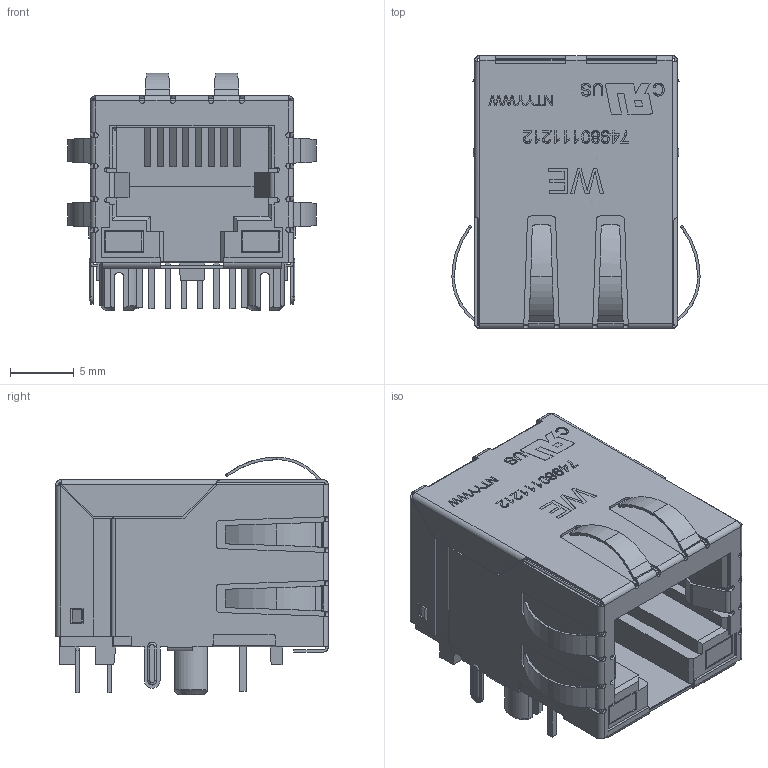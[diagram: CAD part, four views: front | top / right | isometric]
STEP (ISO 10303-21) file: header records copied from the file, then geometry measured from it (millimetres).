
FILE_DESCRIPTION(/* description */ ('Unknown'),/* implementation_level */ '2;1');
FILE_NAME(/* name */ 'T_Wurth_WE-RJ45LAN_THR_74980111212',/* time_stamp */ '2025-08-21T17:52:04+08:00',/* author */ ('Unknown'),/* organization */ ('Unknown'),/* preprocessor_version */ 'ST-DEVELOPER v19.4',/* originating_system */ 'Solid Edge',/* authorisation */ 'Unknown');
FILE_SCHEMA (('AUTOMOTIVE_DESIGN {1 0 10303 214 3 1 1}'));
Length unit declared in the file: millimetre
Products named in the file (2): T_Wurth_WE-RJ45LAN_THR_74980111212
Assembly tree (1 placements, depth 2):
  T_Wurth_WE-RJ45LAN_THR_74980111212
    T_Wurth_WE-RJ45LAN_THR_74980111212
Bounding box: 19.44 x 21.35 x 18.62 mm (x, y, z)
Volume: 2293.8 mm3; surface area: 6769.5 mm2
Topology: 16 solids, 16 shells, 1087 faces, 2836 edges, 1774 vertices
Faces by surface type: plane 727, cylinder 250, bspline 82, sphere 14, torus 10, cone 4
Entity records: 41095 total; most frequent: CARTESIAN_POINT 9642, ORIENTED_EDGE 5630, DIRECTION 4395, EDGE_CURVE 2815, LINE 1913, VECTOR 1913, VERTEX_POINT 1774, AXIS2_PLACEMENT_3D 1241
